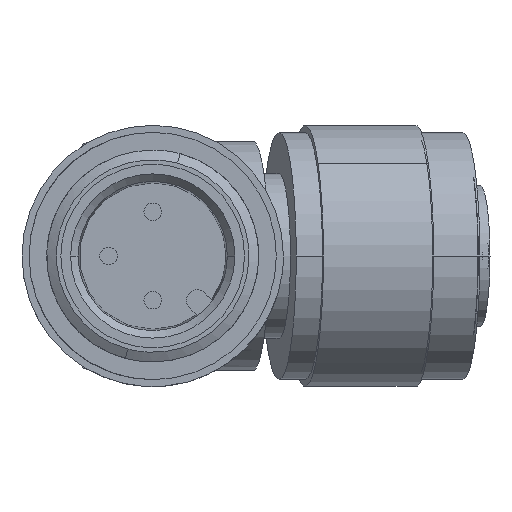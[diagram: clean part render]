
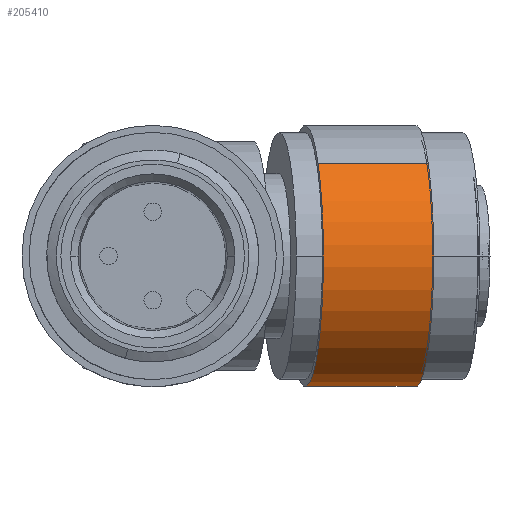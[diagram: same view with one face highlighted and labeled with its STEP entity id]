
A CAD part, left-side view. The second image highlights one B-rep face of the part: STEP entity #205410.
In plain terms, the highlighted cylindrical face has radius 7.4 mm (diameter 14.8 mm), a partial arc.
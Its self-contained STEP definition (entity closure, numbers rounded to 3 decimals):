
#71910=CARTESIAN_POINT('',(20.483,-174.847,
16.098));
#71920=DIRECTION('',(0.,-0.139,
-0.99));
#71930=DIRECTION('',(-0.707,0.7,
-0.098));
#71940=AXIS2_PLACEMENT_3D('',#71910,#71920,#71930);
#71950=CIRCLE('',#71940,7.4);
#71960=CARTESIAN_POINT('',(15.25,-169.665,
15.37));
#71970=VERTEX_POINT('',#71960);
#71980=CARTESIAN_POINT('',(25.715,-180.028,
16.827));
#71990=VERTEX_POINT('',#71980);
#72000=EDGE_CURVE('',#71970,#71990,#71950,.T.);
#103640=CARTESIAN_POINT('',(20.483,-175.724,
9.86));
#103650=DIRECTION('',(0.,-0.139,
-0.99));
#103660=DIRECTION('',(-0.707,0.7,
-0.098));
#103670=AXIS2_PLACEMENT_3D('',#103640,#103650,#103660);
#103680=CIRCLE('',#103670,7.4);
#103690=CARTESIAN_POINT('',(15.25,-170.542,
9.131));
#103700=VERTEX_POINT('',#103690);
#103710=CARTESIAN_POINT('',(25.715,-180.905,
10.588));
#103720=VERTEX_POINT('',#103710);
#103730=EDGE_CURVE('',#103700,#103720,#103680,.T.);
#141910=CARTESIAN_POINT('',(20.483,-175.334,
12.632));
#141920=DIRECTION('',(0.,-0.139,
-0.99));
#141930=DIRECTION('',(-0.707,0.7,
-0.098));
#141940=AXIS2_PLACEMENT_3D('',#141910,#141920,#141930);
#141950=CYLINDRICAL_SURFACE('',#141940,7.4);
#141960=CARTESIAN_POINT('',(25.715,-180.516,
13.361));
#141970=DIRECTION('',(0.,-0.139,
-0.99));
#141980=VECTOR('',#141970,1.);
#141990=LINE('',#141960,#141980);
#142000=EDGE_CURVE('',#71990,#103720,#141990,.T.);
#142030=CARTESIAN_POINT('',(15.25,-170.152,
11.904));
#142040=DIRECTION('',(0.,-0.139,
-0.99));
#142050=VECTOR('',#142040,1.);
#142060=LINE('',#142030,#142050);
#142070=EDGE_CURVE('',#71970,#103700,#142060,.T.);
#205350=ORIENTED_EDGE('',*,*,#103730,.F.);
#205360=ORIENTED_EDGE('',*,*,#142000,.T.);
#205370=ORIENTED_EDGE('',*,*,#72000,.T.);
#205380=ORIENTED_EDGE('',*,*,#142070,.F.);
#205390=EDGE_LOOP('',(#205380,#205370,#205360,#205350));
#205400=FACE_OUTER_BOUND('',#205390,.T.);
#205410=ADVANCED_FACE('',(#205400),#141950,.T.);
